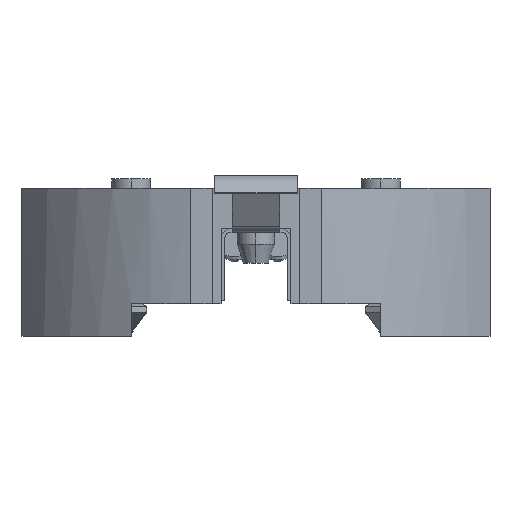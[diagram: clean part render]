
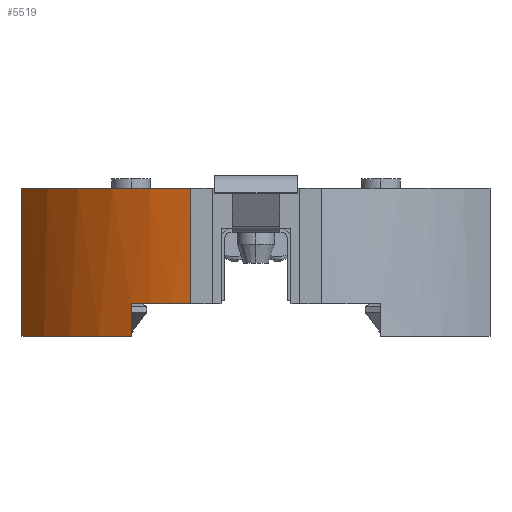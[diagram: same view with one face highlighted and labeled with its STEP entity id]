
A CAD part, left-side view. The second image highlights one B-rep face of the part: STEP entity #5519.
In plain terms, the highlighted cylindrical face has radius 11.328 mm (diameter 22.657 mm), a partial arc.
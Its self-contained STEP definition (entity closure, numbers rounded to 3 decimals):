
#109=CARTESIAN_POINT('',(0.,0.,0.));
#110=DIRECTION('',(0.,0.,1.));
#111=DIRECTION('',(-0.541,0.841,0.));
#112=AXIS2_PLACEMENT_3D('',#109,#110,#111);
#1358=DIRECTION('',(0.,0.,-1.));
#1359=VECTOR('',#1358,6.02);
#1360=CARTESIAN_POINT('',(-6.132,9.525,0.));
#1361=LINE('',#1360,#1359);
#1393=CARTESIAN_POINT('',(0.,0.,-4.699));
#1394=DIRECTION('',(0.,0.,1.));
#1395=DIRECTION('',(-0.894,0.448,0.));
#1396=AXIS2_PLACEMENT_3D('',#1393,#1394,#1395);
#1965=DIRECTION('',(0.,0.,-1.));
#1966=VECTOR('',#1965,4.699);
#1967=CARTESIAN_POINT('',(-11.01,2.667,0.));
#1968=LINE('',#1967,#1966);
#2026=CARTESIAN_POINT('',(0.,0.,-6.02));
#2027=DIRECTION('',(0.,0.,1.));
#2028=DIRECTION('',(-0.541,0.841,0.));
#2029=AXIS2_PLACEMENT_3D('',#2026,#2027,#2028);
#2258=DIRECTION('',(0.,0.,1.));
#2259=VECTOR('',#2258,1.321);
#2260=CARTESIAN_POINT('',(-10.126,5.08,-6.02));
#2261=LINE('',#2260,#2259);
#3126=CARTESIAN_POINT('',(-6.132,9.525,0.));
#3127=VERTEX_POINT('',#3126);
#3128=CARTESIAN_POINT('',(-11.01,2.667,0.));
#3129=VERTEX_POINT('',#3128);
#3146=CARTESIAN_POINT('',(-6.132,9.525,-6.02));
#3147=VERTEX_POINT('',#3146);
#3152=CARTESIAN_POINT('',(-10.126,5.08,-4.699));
#3153=CARTESIAN_POINT('',(-11.01,2.667,-4.699));
#3154=VERTEX_POINT('',#3152);
#3155=VERTEX_POINT('',#3153);
#3156=CARTESIAN_POINT('',(-10.126,5.08,-6.02));
#3157=VERTEX_POINT('',#3156);
#5502=CARTESIAN_POINT('',(0.,0.,0.));
#5503=DIRECTION('',(0.,0.,1.));
#5504=DIRECTION('',(1.,0.,0.));
#5505=AXIS2_PLACEMENT_3D('',#5502,#5503,#5504);
#5506=CYLINDRICAL_SURFACE('',#5505,11.328);
#5508=ORIENTED_EDGE('',*,*,#5507,.F.);
#5510=ORIENTED_EDGE('',*,*,#5509,.F.);
#5512=ORIENTED_EDGE('',*,*,#5511,.F.);
#5513=ORIENTED_EDGE('',*,*,#5493,.F.);
#5514=ORIENTED_EDGE('',*,*,#4025,.T.);
#5516=ORIENTED_EDGE('',*,*,#5515,.T.);
#5517=EDGE_LOOP('',(#5508,#5510,#5512,#5513,#5514,#5516));
#5518=FACE_OUTER_BOUND('',#5517,.F.);
#5519=ADVANCED_FACE('',(#5518),#5506,.T.);
#113=CIRCLE('',#112,11.328);
#1397=CIRCLE('',#1396,11.328);
#2030=CIRCLE('',#2029,11.328);
#4025=EDGE_CURVE('',#3127,#3129,#113,.T.);
#5493=EDGE_CURVE('',#3127,#3147,#1361,.T.);
#5507=EDGE_CURVE('',#3154,#3155,#1397,.T.);
#5509=EDGE_CURVE('',#3157,#3154,#2261,.T.);
#5511=EDGE_CURVE('',#3147,#3157,#2030,.T.);
#5515=EDGE_CURVE('',#3129,#3155,#1968,.T.);
